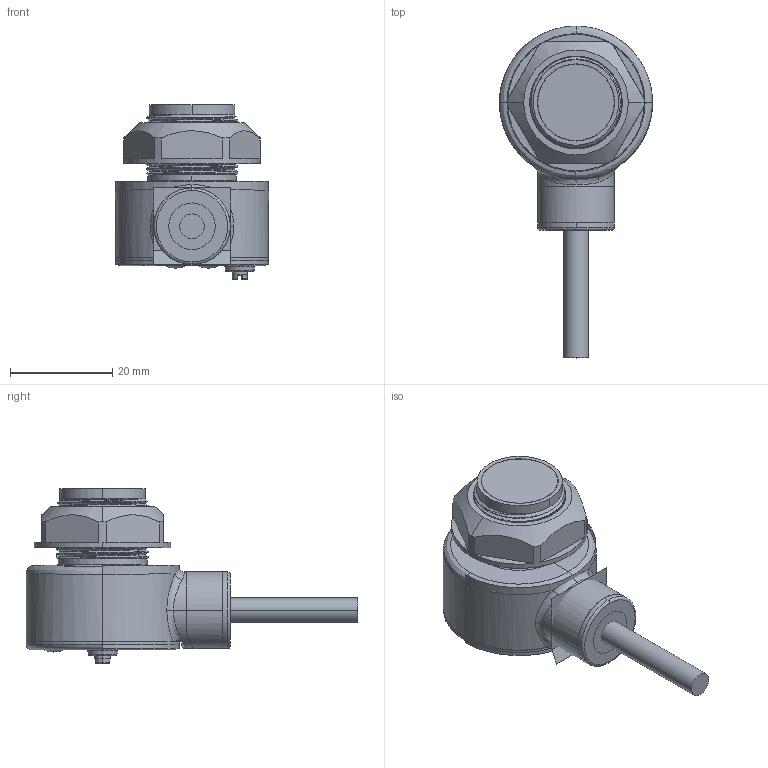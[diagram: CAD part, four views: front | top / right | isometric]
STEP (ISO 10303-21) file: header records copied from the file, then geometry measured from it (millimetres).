
FILE_DESCRIPTION((''),'2;1');
FILE_NAME('199032_ASM','2018-10-15T',('pdmadmin'),('BANNER ENGINEERING'),'CREO PARAMETRIC BY PTC INC, 2016260','CREO PARAMETRIC BY PTC INC, 2016260','');
FILE_SCHEMA(('CONFIG_CONTROL_DESIGN'));
Length unit declared in the file: millimetre
Products named in the file (8): 195862_WEB_CAD; 164109; 195880; T18-2_WEB_CAD_CABLE; 195867_WEB_CAD; 195883_WEB_CAD; 197505; 199032_ASM
Assembly tree (7 placements, depth 2):
  199032_ASM
    195862_WEB_CAD
    164109
    195880
    T18-2_WEB_CAD_CABLE
    195867_WEB_CAD
    195883_WEB_CAD
    197505
Bounding box: 30 x 65 x 34.16 mm (x, y, z)
Volume: 18916.8 mm3; surface area: 12373.3 mm2
Topology: 7 solids, 11 shells, 270 faces, 670 edges, 413 vertices
Faces by surface type: plane 70, bspline 70, cylinder 68, cone 42, torus 12, sphere 8
Entity records: 21137 total; most frequent: CARTESIAN_POINT 15227, ORIENTED_EDGE 1302, DIRECTION 1028, EDGE_CURVE 660, AXIS2_PLACEMENT_3D 427, VERTEX_POINT 413, EDGE_LOOP 283, B_SPLINE_CURVE_WITH_KNOTS 278
